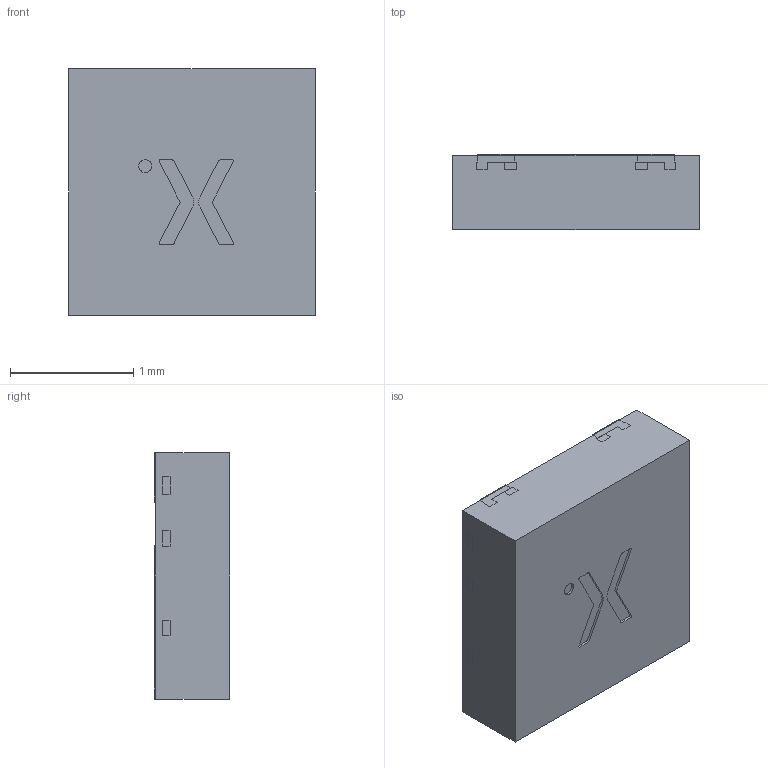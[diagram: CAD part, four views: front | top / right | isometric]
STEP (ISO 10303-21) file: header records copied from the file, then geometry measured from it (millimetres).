
FILE_DESCRIPTION (( '3D model for products with SOT1061 package' ), '1' );
FILE_NAME ('SOT1061.STEP', '2019-03-25T01:13:23', ( 'Packaging R&D' ), ( 'Nexperia' ), 'SwSTEP 2.0', 'SolidWorks 2018', '' );
FILE_SCHEMA (( 'AUTOMOTIVE_DESIGN' ));
Length unit declared in the file: millimetre
Products named in the file (3): SOT1061 Mold body; SOT1061A LF; SOT1061
Assembly tree (2 placements, depth 2):
  SOT1061
    SOT1061A LF
    SOT1061 Mold body
Bounding box: 2 x 0.61 x 2 mm (x, y, z)
Volume: 2.5 mm3; surface area: 18.1 mm2
Topology: 13 solids, 13 shells, 143 faces, 340 edges, 226 vertices
Faces by surface type: plane 102, cylinder 41
Entity records: 5572 total; most frequent: DIRECTION 718, CARTESIAN_POINT 714, ORIENTED_EDGE 680, EDGE_CURVE 340, VECTOR 258, LINE 258, AXIS2_PLACEMENT_3D 230, VERTEX_POINT 226
